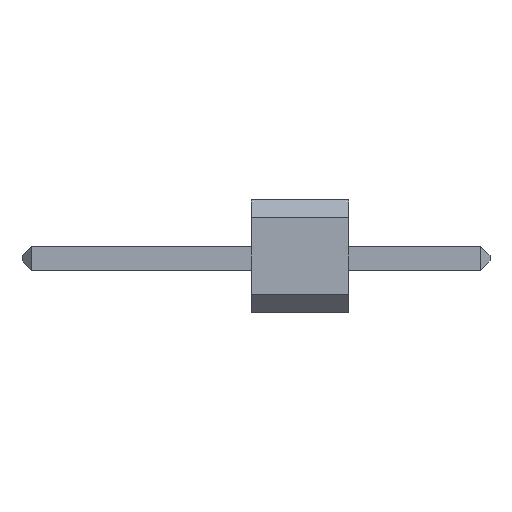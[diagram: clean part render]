
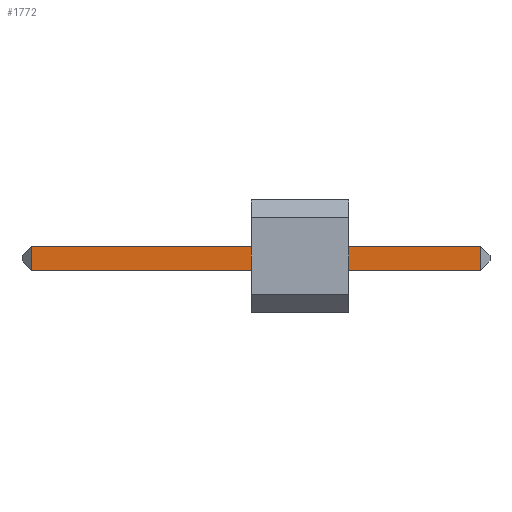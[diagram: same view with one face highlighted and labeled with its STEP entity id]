
A CAD part, left-side view. The second image highlights one B-rep face of the part: STEP entity #1772.
In plain terms, the highlighted planar face has unit normal (-1, 0, 0).
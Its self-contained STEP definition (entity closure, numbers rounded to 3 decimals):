
#15 = EDGE_CURVE ( 'NONE', #2457, #2778, #2779, .T. ) ;
#18 = LINE ( 'NONE', #1610, #1112 ) ;
#21 = EDGE_CURVE ( 'NONE', #2457, #280, #2864, .T. ) ;
#128 = DIRECTION ( 'NONE',  ( 0., 0., 1. ) ) ;
#243 = ORIENTED_EDGE ( 'NONE', *, *, #15, .F. ) ;
#280 = VERTEX_POINT ( 'NONE', #2185 ) ;
#337 = VECTOR ( 'NONE', #1037, 1000. ) ;
#455 = ORIENTED_EDGE ( 'NONE', *, *, #756, .T. ) ;
#687 = DIRECTION ( 'NONE',  ( 0., 0., -1. ) ) ;
#697 = CARTESIAN_POINT ( 'NONE',  ( -0.32, 1.27, 0.26 ) ) ;
#756 = EDGE_CURVE ( 'NONE', #280, #1923, #2346, .T. ) ;
#795 = CARTESIAN_POINT ( 'NONE',  ( -0.32, -3.43, -0.38 ) ) ;
#848 = ORIENTED_EDGE ( 'NONE', *, *, #886, .T. ) ;
#886 = EDGE_CURVE ( 'NONE', #1923, #2778, #18, .T. ) ;
#1037 = DIRECTION ( 'NONE',  ( 0., -1., 0. ) ) ;
#1112 = VECTOR ( 'NONE', #128, 1000. ) ;
#1352 = DIRECTION ( 'NONE',  ( -1., 0., 0. ) ) ;
#1353 = CARTESIAN_POINT ( 'NONE',  ( -0.32, -3.43, 0.26 ) ) ;
#1357 = FACE_OUTER_BOUND ( 'NONE', #2223, .T. ) ;
#1497 = CARTESIAN_POINT ( 'NONE',  ( -0.32, 1.27, -0.38 ) ) ;
#1610 = CARTESIAN_POINT ( 'NONE',  ( -0.32, -3.43, -0.06 ) ) ;
#1697 = VECTOR ( 'NONE', #687, 1000. ) ;
#1772 = ADVANCED_FACE ( 'NONE', ( #1357 ), #2513, .T. ) ;
#1837 = VECTOR ( 'NONE', #2926, 1000. ) ;
#1923 = VERTEX_POINT ( 'NONE', #795 ) ;
#2185 = CARTESIAN_POINT ( 'NONE',  ( -0.32, 8.26, -0.38 ) ) ;
#2223 = EDGE_LOOP ( 'NONE', ( #2277, #455, #848, #243 ) ) ;
#2277 = ORIENTED_EDGE ( 'NONE', *, *, #21, .T. ) ;
#2346 = LINE ( 'NONE', #1497, #1837 ) ;
#2455 = AXIS2_PLACEMENT_3D ( 'NONE', #3004, #1352, #2755 ) ;
#2457 = VERTEX_POINT ( 'NONE', #2617 ) ;
#2513 = PLANE ( 'NONE',  #2455 ) ;
#2617 = CARTESIAN_POINT ( 'NONE',  ( -0.32, 8.26, 0.26 ) ) ;
#2755 = DIRECTION ( 'NONE',  ( 0., 0., 1. ) ) ;
#2778 = VERTEX_POINT ( 'NONE', #1353 ) ;
#2779 = LINE ( 'NONE', #697, #337 ) ;
#2864 = LINE ( 'NONE', #3074, #1697 ) ;
#2926 = DIRECTION ( 'NONE',  ( 0., -1., 0. ) ) ;
#3004 = CARTESIAN_POINT ( 'NONE',  ( -0.32, 1.27, -0.06 ) ) ;
#3074 = CARTESIAN_POINT ( 'NONE',  ( -0.32, 8.26, -0.06 ) ) ;
